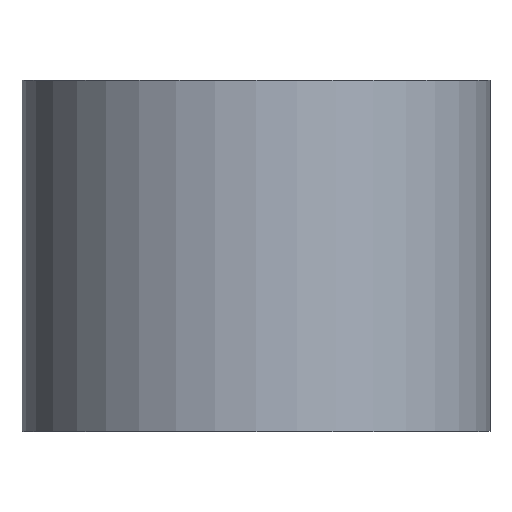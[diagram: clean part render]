
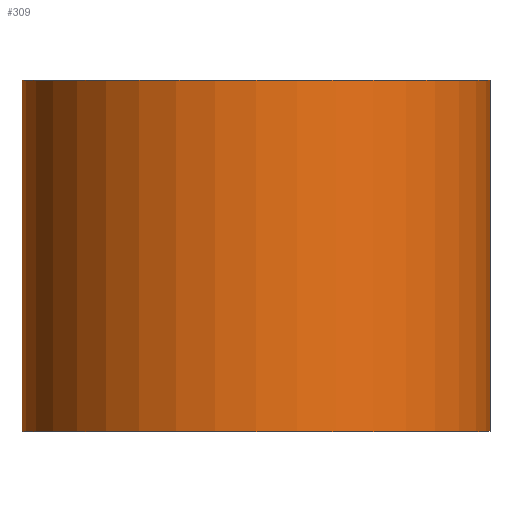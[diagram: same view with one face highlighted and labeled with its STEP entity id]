
A CAD part, front view. The second image highlights one B-rep face of the part: STEP entity #309.
In plain terms, the highlighted cylindrical face has radius 40 mm (diameter 80 mm), a full revolution.
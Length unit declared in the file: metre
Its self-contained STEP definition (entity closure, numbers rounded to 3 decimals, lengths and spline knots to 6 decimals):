
#83=ORIENTED_EDGE('',*,*,#129,.F.);
#84=ORIENTED_EDGE('',*,*,#140,.T.);
#129=EDGE_CURVE('',#164,#164,#191,.T.);
#140=EDGE_CURVE('',#172,#172,#195,.T.);
#164=VERTEX_POINT('',#503);
#172=VERTEX_POINT('',#525);
#191=CIRCLE('',#344,0.04);
#195=CIRCLE('',#351,0.04);
#226=EDGE_LOOP('',(#83));
#227=EDGE_LOOP('',(#84));
#268=FACE_BOUND('',#226,.T.);
#269=FACE_BOUND('',#227,.T.);
#296=CYLINDRICAL_SURFACE('',#361,0.04);
#309=ADVANCED_FACE('',(#268,#269),#296,.T.);
#344=AXIS2_PLACEMENT_3D('',#502,#397,#398);
#351=AXIS2_PLACEMENT_3D('',#524,#418,#419);
#361=AXIS2_PLACEMENT_3D('',#543,#438,#439);
#397=DIRECTION('',(0.,0.,1.));
#398=DIRECTION('',(1.,0.,0.));
#418=DIRECTION('',(0.,0.,1.));
#419=DIRECTION('',(1.,0.,0.));
#438=DIRECTION('',(0.,0.,-1.));
#439=DIRECTION('',(-1.,0.,0.));
#502=CARTESIAN_POINT('',(0.,0.,0.06));
#503=CARTESIAN_POINT('',(0.04,0.,0.06));
#524=CARTESIAN_POINT('',(0.,0.,0.));
#525=CARTESIAN_POINT('',(0.04,0.,0.));
#543=CARTESIAN_POINT('',(0.,0.,0.06));
